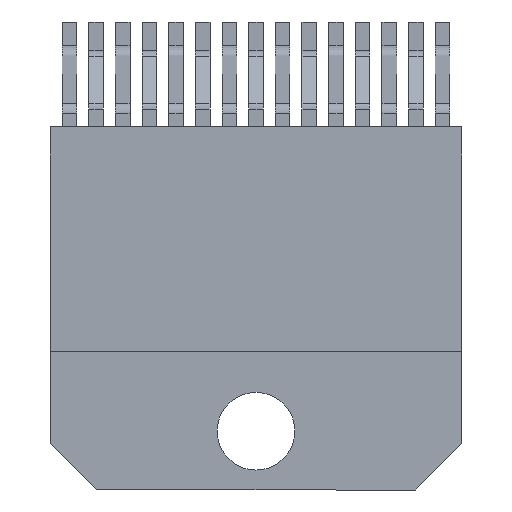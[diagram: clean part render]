
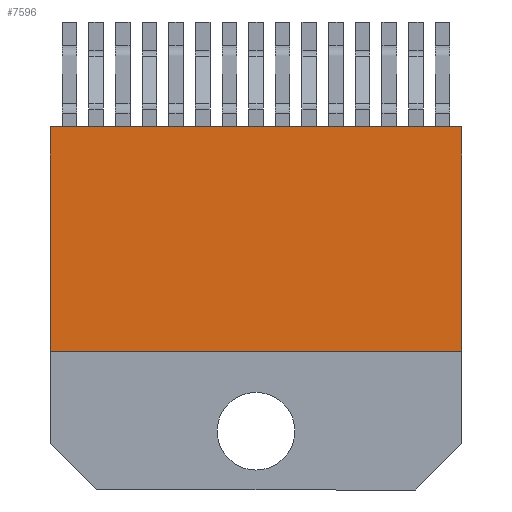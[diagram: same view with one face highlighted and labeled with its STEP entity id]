
A CAD part, front view. The second image highlights one B-rep face of the part: STEP entity #7596.
In plain terms, the highlighted planar face has unit normal (0, -1, 0).
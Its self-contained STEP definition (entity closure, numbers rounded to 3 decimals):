
#62 = EDGE_LOOP ( 'NONE', ( #3136, #3841, #5908, #7749 ) ) ;
#887 = VECTOR ( 'NONE', #9412, 1000. ) ;
#1427 = EDGE_CURVE ( 'NONE', #3918, #9725, #2474, .T. ) ;
#1457 = CARTESIAN_POINT ( 'NONE',  ( 0., 0., -10.7 ) ) ;
#1963 = VERTEX_POINT ( 'NONE', #7323 ) ;
#2255 = DIRECTION ( 'NONE',  ( 0., 0., -1. ) ) ;
#2474 = LINE ( 'NONE', #3709, #4328 ) ;
#2530 = DIRECTION ( 'NONE',  ( 0., 0., -1. ) ) ;
#2939 = CARTESIAN_POINT ( 'NONE',  ( 19.6, 0., -10.7 ) ) ;
#3136 = ORIENTED_EDGE ( 'NONE', *, *, #1427, .T. ) ;
#3709 = CARTESIAN_POINT ( 'NONE',  ( 19.6, 0., -10.7 ) ) ;
#3840 = CARTESIAN_POINT ( 'NONE',  ( 0., 0., 0. ) ) ;
#3841 = ORIENTED_EDGE ( 'NONE', *, *, #7598, .T. ) ;
#3918 = VERTEX_POINT ( 'NONE', #2939 ) ;
#4007 = VERTEX_POINT ( 'NONE', #6174 ) ;
#4155 = CARTESIAN_POINT ( 'NONE',  ( 0., 0., -10.7 ) ) ;
#4328 = VECTOR ( 'NONE', #5973, 1000. ) ;
#5908 = ORIENTED_EDGE ( 'NONE', *, *, #9343, .T. ) ;
#5973 = DIRECTION ( 'NONE',  ( 0., 0., 1. ) ) ;
#6174 = CARTESIAN_POINT ( 'NONE',  ( 0., 0., -10.7 ) ) ;
#6275 = DIRECTION ( 'NONE',  ( 1., 0., 0. ) ) ;
#6484 = VECTOR ( 'NONE', #6275, 1000. ) ;
#6958 = LINE ( 'NONE', #3840, #887 ) ;
#6989 = DIRECTION ( 'NONE',  ( 0., -1., 0. ) ) ;
#7131 = VECTOR ( 'NONE', #2530, 1000. ) ;
#7140 = CARTESIAN_POINT ( 'NONE',  ( 19.6, 0., 0. ) ) ;
#7323 = CARTESIAN_POINT ( 'NONE',  ( 0., 0., 0. ) ) ;
#7374 = LINE ( 'NONE', #4155, #7131 ) ;
#7596 = ADVANCED_FACE ( 'NONE', ( #7696 ), #7765, .T. ) ;
#7598 = EDGE_CURVE ( 'NONE', #9725, #1963, #6958, .T. ) ;
#7696 = FACE_OUTER_BOUND ( 'NONE', #62, .T. ) ;
#7749 = ORIENTED_EDGE ( 'NONE', *, *, #9675, .T. ) ;
#7765 = PLANE ( 'NONE',  #8187 ) ;
#8187 = AXIS2_PLACEMENT_3D ( 'NONE', #1457, #6989, #2255 ) ;
#8613 = LINE ( 'NONE', #8644, #6484 ) ;
#8644 = CARTESIAN_POINT ( 'NONE',  ( 0., 0., -10.7 ) ) ;
#9343 = EDGE_CURVE ( 'NONE', #1963, #4007, #7374, .T. ) ;
#9412 = DIRECTION ( 'NONE',  ( -1., 0., 0. ) ) ;
#9675 = EDGE_CURVE ( 'NONE', #4007, #3918, #8613, .T. ) ;
#9725 = VERTEX_POINT ( 'NONE', #7140 ) ;
